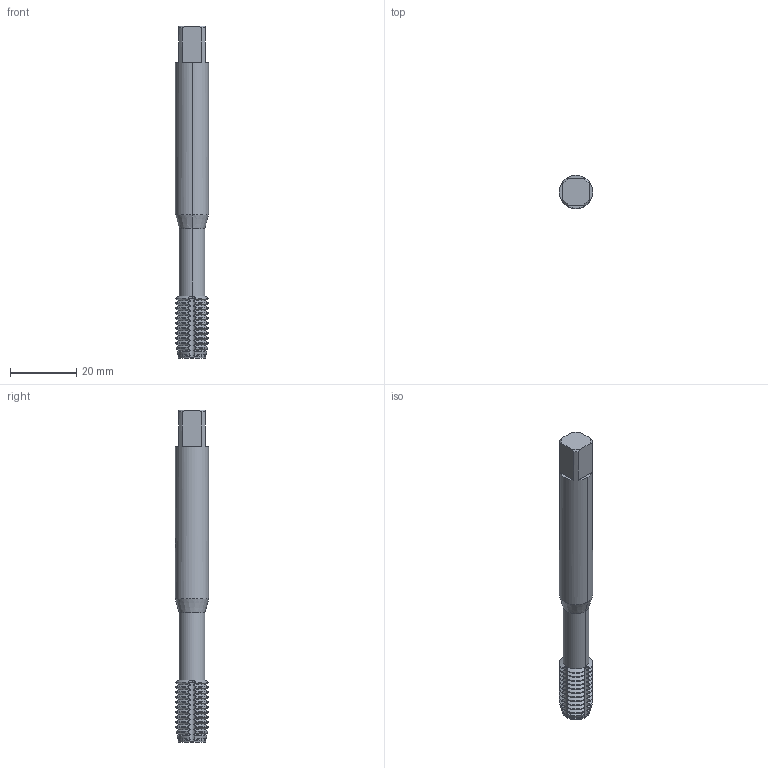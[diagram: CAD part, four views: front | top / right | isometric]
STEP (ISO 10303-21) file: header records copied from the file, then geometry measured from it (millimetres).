
FILE_DESCRIPTION(('no description'),'unknown implementation level');
FILE_NAME('solidjm2JE4ZMidIxl_4uUtEG9KiFSI8_1.STP',' ',('CIM GmbH Aachen'),('CADClick - KiM GmbH - www.kimweb.de'),'unknown preprocess','ACIS','unknown authorization');
FILE_SCHEMA(('automotive_design'));
Length unit declared in the file: millimetre
Products named in the file (2): 1; 2
Bounding box: 10 x 10 x 100 mm (x, y, z)
Volume: 6645.1 mm3; surface area: 4243.3 mm2
Topology: 2 solids, 2 shells, 345 faces, 1011 edges, 670 vertices
Faces by surface type: cone 128, cylinder 112, plane 97, torus 8
Entity records: 24766 total; most frequent: CARTESIAN_POINT 4649, STYLED_ITEM 2028, PRESENTATION_STYLE_ASSIGNMENT 2028, COLOUR_RGB 2028, ORIENTED_EDGE 2022, DIRECTION 1715, EDGE_CURVE 1011, CURVE_STYLE 1011
